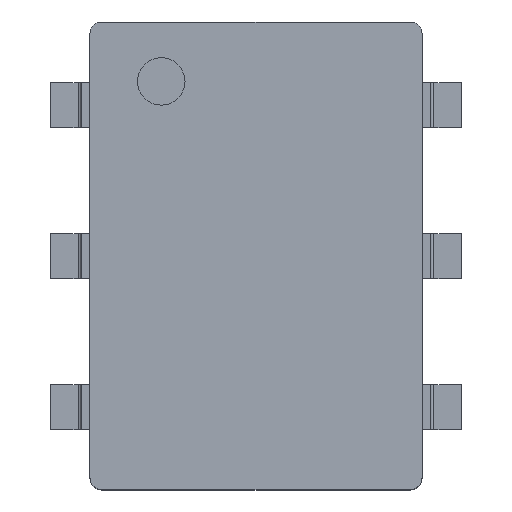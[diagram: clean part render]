
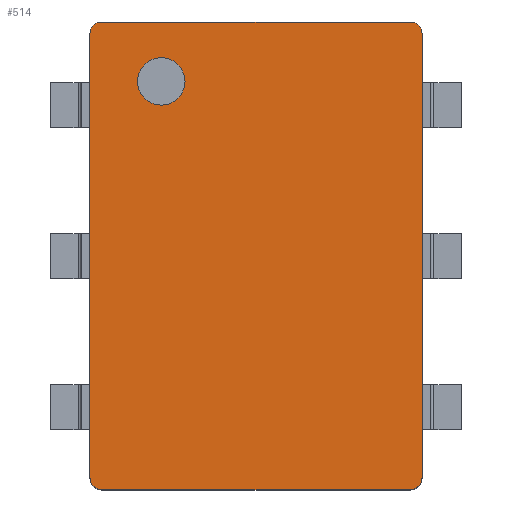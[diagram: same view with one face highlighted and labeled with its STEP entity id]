
A CAD part, top view. The second image highlights one B-rep face of the part: STEP entity #514.
In plain terms, the highlighted planar face has unit normal (0, 0, 1).
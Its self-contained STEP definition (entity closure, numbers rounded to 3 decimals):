
#168=CARTESIAN_POINT('',(-1.195,2.935,4.11));
#169=VERTEX_POINT('',#168);
#178=CARTESIAN_POINT('',(-1.995,2.935,4.11));
#179=VERTEX_POINT('',#178);
#180=CARTESIAN_POINT('',(-1.595,2.935,4.11));
#181=DIRECTION('',(0.0,0.0,-1.0));
#182=DIRECTION('',(1.0,0.0,0.0));
#183=AXIS2_PLACEMENT_3D('',#180,#181,#182);
#184=CIRCLE('',#183,0.4);
#185=EDGE_CURVE('',#179,#169,#184,.T.);
#219=CARTESIAN_POINT('',(-1.595,2.935,4.11));
#220=DIRECTION('',(0.0,0.0,-1.0));
#221=DIRECTION('',(1.0,0.0,0.0));
#222=AXIS2_PLACEMENT_3D('',#219,#220,#221);
#223=CIRCLE('',#222,0.4);
#224=EDGE_CURVE('',#169,#179,#223,.T.);
#244=CARTESIAN_POINT('',(-2.595,3.935,4.11));
#245=VERTEX_POINT('',#244);
#246=CARTESIAN_POINT('',(2.595,3.935,4.11));
#247=VERTEX_POINT('',#246);
#248=CARTESIAN_POINT('',(-2.595,3.935,4.11));
#249=DIRECTION('',(1.0,0.0,0.0));
#250=VECTOR('',#249,5.19);
#251=LINE('',#248,#250);
#252=EDGE_CURVE('',#245,#247,#251,.T.);
#284=CARTESIAN_POINT('',(2.795,3.735,4.11));
#285=VERTEX_POINT('',#284);
#286=CARTESIAN_POINT('',(2.595,3.735,4.11));
#287=DIRECTION('',(0.0,0.0,-1.0));
#288=DIRECTION('',(0.707,0.707,0.0));
#289=AXIS2_PLACEMENT_3D('',#286,#287,#288);
#290=CIRCLE('',#289,0.2);
#291=EDGE_CURVE('',#247,#285,#290,.T.);
#317=CARTESIAN_POINT('',(2.795,-3.735,4.11));
#318=VERTEX_POINT('',#317);
#319=CARTESIAN_POINT('',(2.795,3.735,4.11));
#320=DIRECTION('',(0.0,-1.0,0.0));
#321=VECTOR('',#320,7.47);
#322=LINE('',#319,#321);
#323=EDGE_CURVE('',#285,#318,#322,.T.);
#348=CARTESIAN_POINT('',(2.595,-3.935,4.11));
#349=VERTEX_POINT('',#348);
#350=CARTESIAN_POINT('',(2.595,-3.735,4.11));
#351=DIRECTION('',(0.0,0.0,-1.0));
#352=DIRECTION('',(0.707,-0.707,0.0));
#353=AXIS2_PLACEMENT_3D('',#350,#351,#352);
#354=CIRCLE('',#353,0.2);
#355=EDGE_CURVE('',#318,#349,#354,.T.);
#381=CARTESIAN_POINT('',(-2.595,-3.935,4.11));
#382=VERTEX_POINT('',#381);
#383=CARTESIAN_POINT('',(2.595,-3.935,4.11));
#384=DIRECTION('',(-1.0,0.0,0.0));
#385=VECTOR('',#384,5.19);
#386=LINE('',#383,#385);
#387=EDGE_CURVE('',#349,#382,#386,.T.);
#412=CARTESIAN_POINT('',(-2.795,-3.735,4.11));
#413=VERTEX_POINT('',#412);
#414=CARTESIAN_POINT('',(-2.595,-3.735,4.11));
#415=DIRECTION('',(0.0,0.0,-1.0));
#416=DIRECTION('',(-0.707,-0.707,0.0));
#417=AXIS2_PLACEMENT_3D('',#414,#415,#416);
#418=CIRCLE('',#417,0.2);
#419=EDGE_CURVE('',#382,#413,#418,.T.);
#445=CARTESIAN_POINT('',(-2.795,3.735,4.11));
#446=VERTEX_POINT('',#445);
#447=CARTESIAN_POINT('',(-2.795,-3.735,4.11));
#448=DIRECTION('',(0.0,1.0,0.0));
#449=VECTOR('',#448,7.47);
#450=LINE('',#447,#449);
#451=EDGE_CURVE('',#413,#446,#450,.T.);
#476=CARTESIAN_POINT('',(-2.595,3.735,4.11));
#477=DIRECTION('',(0.0,0.0,-1.0));
#478=DIRECTION('',(-0.707,0.707,0.0));
#479=AXIS2_PLACEMENT_3D('',#476,#477,#478);
#480=CIRCLE('',#479,0.2);
#481=EDGE_CURVE('',#446,#245,#480,.T.);
#495=CARTESIAN_POINT('',(0.,0.,4.11));
#496=DIRECTION('',(0.0,0.0,1.0));
#497=DIRECTION('',(1.0,0.0,0.0));
#498=AXIS2_PLACEMENT_3D('',#495,#496,#497);
#499=PLANE('',#498);
#500=ORIENTED_EDGE('',*,*,#252,.F.);
#501=ORIENTED_EDGE('',*,*,#481,.F.);
#502=ORIENTED_EDGE('',*,*,#451,.F.);
#503=ORIENTED_EDGE('',*,*,#419,.F.);
#504=ORIENTED_EDGE('',*,*,#387,.F.);
#505=ORIENTED_EDGE('',*,*,#355,.F.);
#506=ORIENTED_EDGE('',*,*,#323,.F.);
#507=ORIENTED_EDGE('',*,*,#291,.F.);
#508=EDGE_LOOP('',(#500,#501,#502,#503,#504,#505,#506,#507));
#509=FACE_OUTER_BOUND('',#508,.T.);
#510=ORIENTED_EDGE('',*,*,#224,.T.);
#511=ORIENTED_EDGE('',*,*,#185,.T.);
#512=EDGE_LOOP('',(#510,#511));
#513=FACE_BOUND('',#512,.T.);
#514=ADVANCED_FACE('',(#509,#513),#499,.T.);
